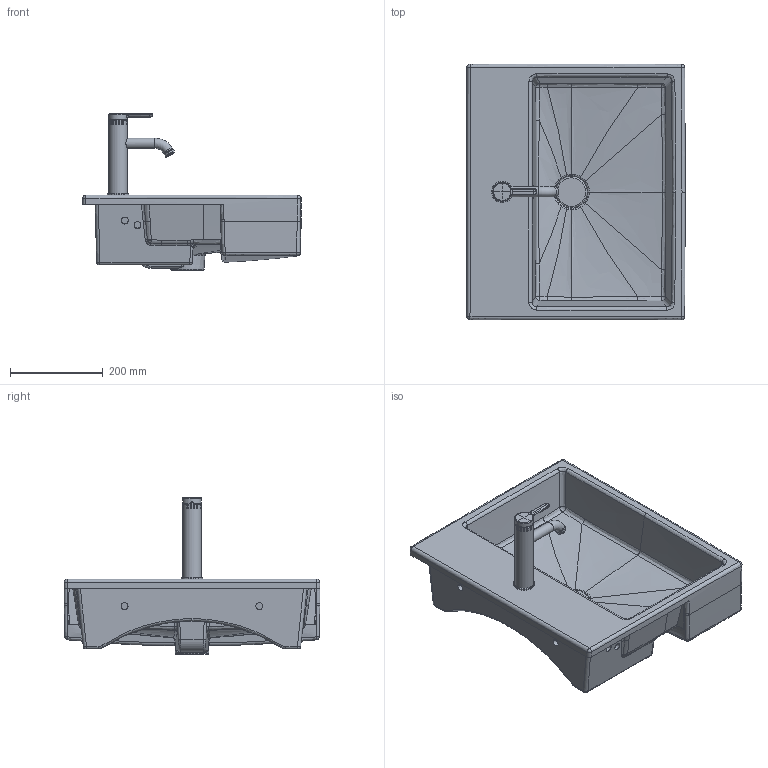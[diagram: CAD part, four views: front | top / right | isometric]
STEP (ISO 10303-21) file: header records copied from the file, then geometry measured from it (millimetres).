
FILE_DESCRIPTION((''),'2;1');
FILE_NAME('038255.stp','2017-06-30T18:50:47',('Administrator'),(''),'Autodesk Inventor 2011','Autodesk Inventor 2011','');
FILE_SCHEMA(('CONFIG_CONTROL_DESIGN'));
Length unit declared in the file: millimetre
Products named in the file (10): 038255; Kelch_Stopfen VERO AIR Bgr; Armatur C1 WT; 509115_ASM; 615832; 615833; 636748; 615729; 615737
Assembly tree (9 placements, depth 4):
  038255
    038255
    Kelch_Stopfen VERO AIR Bgr
    Armatur C1 WT
      509115_ASM
        615832
        615833
      636748
      615729
      615737
Bounding box: 470.12 x 550.66 x 337.45 mm (x, y, z)
Volume: 11511242.7 mm3; surface area: 1096423 mm2
Topology: 8 solids, 11 shells, 488 faces, 1154 edges, 700 vertices
Faces by surface type: bspline 258, plane 98, cylinder 77, sphere 20, cone 19, torus 16
Full cylindrical faces by diameter (mm): 6 x1, 15 x4, 16 x1, 16.5 x2, 17.3 x1, 17.55 x1, 18.5 x2, 18.75 x1, 22 x2, 25 x1, 27.189 x1, 30 x2, 30.452 x1, 34 x1, 34.5 x1, 35 x1, 35.4 x1, 35.5 x1, 36.324 x1, 36.9 x4, 37.3 x1, 37.6 x1, 40 x2, 42.5 x1, 42.668 x1, 45.096 x1, 46 x2, 67.165 x1
Entity records: 55789 total; most frequent: CARTESIAN_POINT 45610, ORIENTED_EDGE 2130, DIRECTION 1497, EDGE_CURVE 1065, VERTEX_POINT 683, AXIS2_PLACEMENT_3D 657, EDGE_LOOP 596, STYLED_ITEM 496
